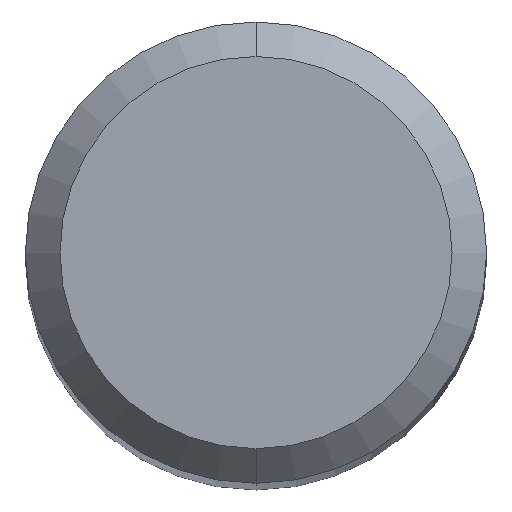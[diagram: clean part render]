
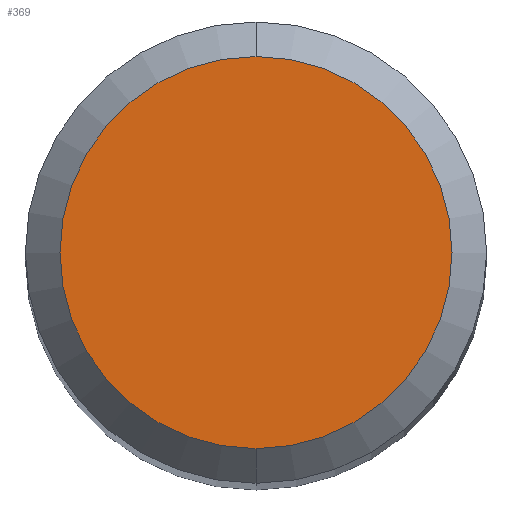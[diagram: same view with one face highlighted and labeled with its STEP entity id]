
A CAD part, top view. The second image highlights one B-rep face of the part: STEP entity #369.
In plain terms, the highlighted planar face has unit normal (0, 0, 1).
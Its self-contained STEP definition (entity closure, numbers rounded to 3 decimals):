
#369=ADVANCED_FACE('',(#1035),#1036,.T.);
#503=EDGE_CURVE('',#571,#549,#1185,.T.);
#549=VERTEX_POINT('',#1238);
#571=VERTEX_POINT('',#1261);
#577=EDGE_CURVE('',#549,#571,#1267,.T.);
#1035=FACE_OUTER_BOUND('',#1820,.T.);
#1036=PLANE('',#1821);
#1185=CIRCLE('',#2537,1.7);
#1238=CARTESIAN_POINT('',(0.,-1.7,0.0));
#1261=CARTESIAN_POINT('',(0.0,1.7,0.0));
#1267=CIRCLE('',#2785,1.7);
#1820=EDGE_LOOP('',(#4573,#4574));
#1821=AXIS2_PLACEMENT_3D('',#4575,#4576,#4577);
#2537=AXIS2_PLACEMENT_3D('',#4761,#4762,#4763);
#2785=AXIS2_PLACEMENT_3D('',#4877,#4878,#4879);
#4573=ORIENTED_EDGE('',*,*,#503,.F.);
#4574=ORIENTED_EDGE('',*,*,#577,.F.);
#4575=CARTESIAN_POINT('',(0.0,0.85,0.0));
#4576=DIRECTION('',(-0.0,0.0,1.0));
#4577=DIRECTION('',(0.0,-1.0,0.0));
#4761=CARTESIAN_POINT('',(0.0,0.0,0.0));
#4762=DIRECTION('',(0.0,0.0,-1.0));
#4763=DIRECTION('',(0.0,1.0,0.0));
#4877=CARTESIAN_POINT('',(0.0,0.0,0.0));
#4878=DIRECTION('',(0.0,0.0,-1.0));
#4879=DIRECTION('',(0.0,1.0,0.0));
